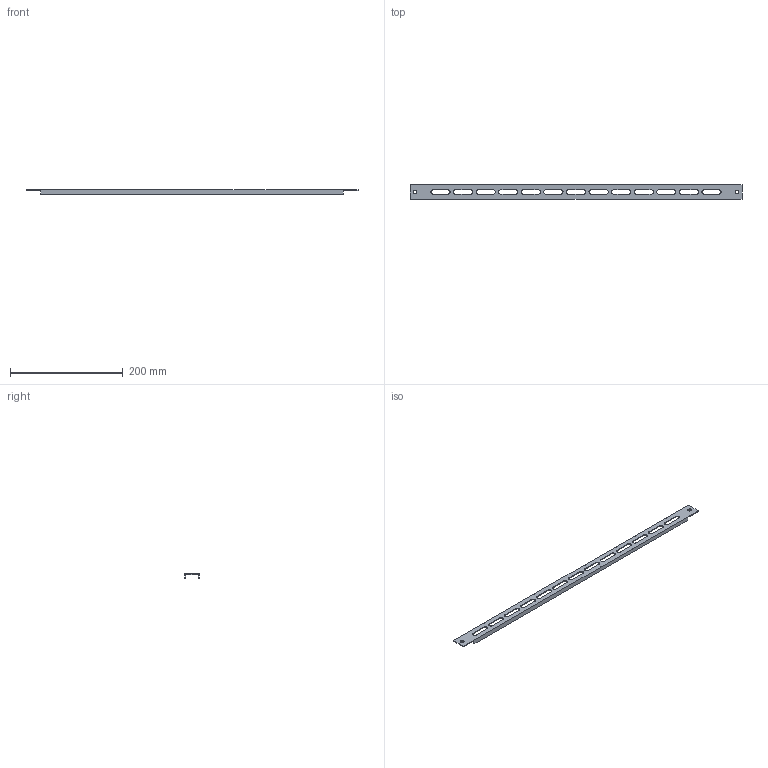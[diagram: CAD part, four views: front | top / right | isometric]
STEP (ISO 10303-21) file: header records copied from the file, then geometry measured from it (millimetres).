
FILE_DESCRIPTION (( 'STEP AP214' ), '1' );
FILE_NAME ('YKM30-PL-059 Ïëàíêà 25õ590 (îöèíê), äëÿ ÊÑÐÌ (ê-ò 2 øò.).STEP', '2016-10-19T13:13:58', ( 'user' ), ( '' ), 'SwSTEP 2.0', 'SolidWorks 2014', '' );
FILE_SCHEMA (( 'AUTOMOTIVE_DESIGN' ));
Length unit declared in the file: millimetre
Products named in the file (1): YKM30-PL-059 Ïëàíêà 25õ590 (îöèíê), äëÿ ÊÑÐÌ (ê-ò 2 øò.)
Bounding box: 588 x 25 x 8 mm (x, y, z)
Volume: 27366.3 mm3; surface area: 39931.7 mm2
Topology: 1 solids, 1 shells, 83 faces, 243 edges, 162 vertices
Faces by surface type: cylinder 43, plane 40
Entity records: 2877 total; most frequent: DIRECTION 497, CARTESIAN_POINT 489, ORIENTED_EDGE 486, EDGE_CURVE 243, AXIS2_PLACEMENT_3D 170, VERTEX_POINT 162, VECTOR 157, LINE 157
